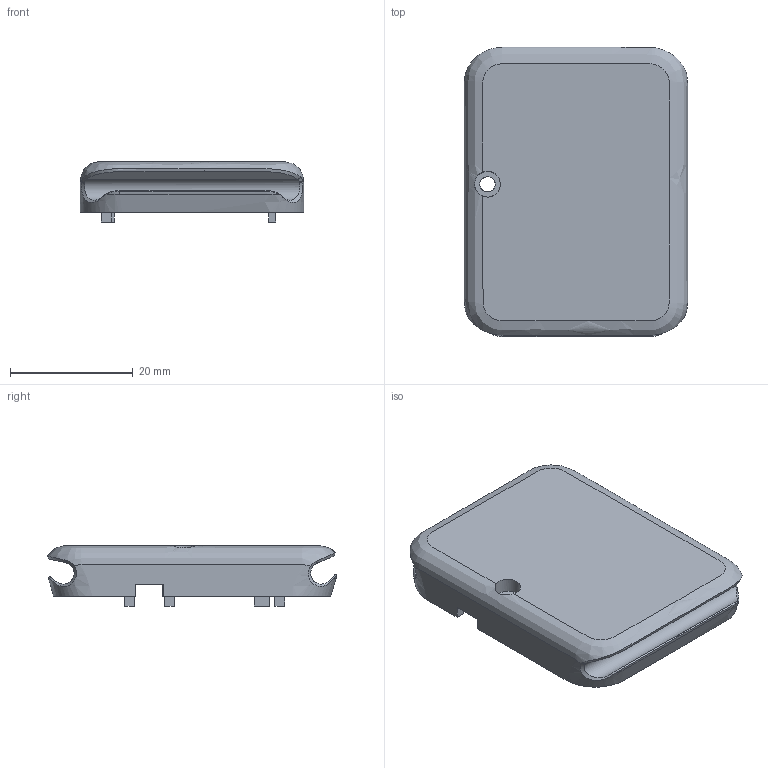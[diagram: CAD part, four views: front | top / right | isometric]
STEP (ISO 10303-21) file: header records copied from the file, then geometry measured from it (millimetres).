
FILE_DESCRIPTION(/* description */ (''),/* implementation_level */ '2;1');
FILE_NAME(/* name */ 'Case Back P7.step',/* time_stamp */ '2024-06-28T17:46:56+10:00',/* author */ (''),/* organization */ (''),/* preprocessor_version */ 'ST-DEVELOPER v20',/* originating_system */ 'Autodesk Translation Framework v13.14.0.145',/* authorisation */ '');
FILE_SCHEMA (('AUTOMOTIVE_DESIGN { 1 0 10303 214 3 1 1 }'));
Length unit declared in the file: millimetre
Products named in the file (1): TinyWATCH P6
Bounding box: 36.4 x 47.2 x 9.8 mm (x, y, z)
Volume: 4319.5 mm3; surface area: 5934.5 mm2
Topology: 1 solids, 1 shells, 139 faces, 399 edges, 264 vertices
Faces by surface type: plane 78, bspline 47, cylinder 14
Full cylindrical faces by diameter (mm): 2.5 x1, 4.2 x1
Entity records: 7854 total; most frequent: CARTESIAN_POINT 4655, ORIENTED_EDGE 798, DIRECTION 429, EDGE_CURVE 399, VERTEX_POINT 264, LINE 197, VECTOR 197, B_SPLINE_CURVE_WITH_KNOTS 179
